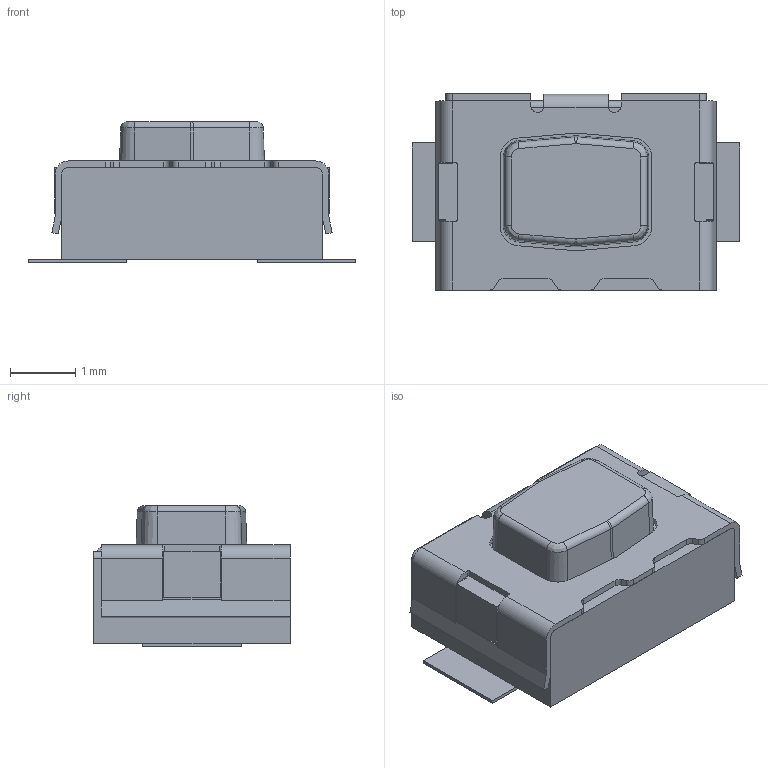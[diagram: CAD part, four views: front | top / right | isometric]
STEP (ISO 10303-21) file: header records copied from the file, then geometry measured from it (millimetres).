
FILE_DESCRIPTION (( 'STEP AP214' ), '1' );
FILE_NAME ('SW-PB 3X4.STEP', '2013-05-07T14:06:40', ( '' ), ( '' ), 'SwSTEP 2.0', 'SolidWorks 2012', '' );
FILE_SCHEMA (( 'AUTOMOTIVE_DESIGN' ));
Length unit declared in the file: millimetre
Products named in the file (5): 2; User Library-Switch-CK-KMR2_Boitier; User Library-Switch-CK-KMR2_Button; User Library-Switch-CK-KMR2_Tole; SW-PB 3X4
Assembly tree (4 placements, depth 2):
  SW-PB 3X4
    User Library-Switch-CK-KMR2_Tole
    User Library-Switch-CK-KMR2_Button
    User Library-Switch-CK-KMR2_Boitier
    2
Bounding box: 5 x 3 x 2.15 mm (x, y, z)
Volume: 20.5 mm3; surface area: 94.2 mm2
Topology: 5 solids, 5 shells, 141 faces, 393 edges, 258 vertices
Faces by surface type: plane 88, cylinder 41, cone 6, bspline 6
Entity records: 6213 total; most frequent: CARTESIAN_POINT 919, ORIENTED_EDGE 786, DIRECTION 761, EDGE_CURVE 393, VECTOR 289, LINE 289, VERTEX_POINT 258, AXIS2_PLACEMENT_3D 236
